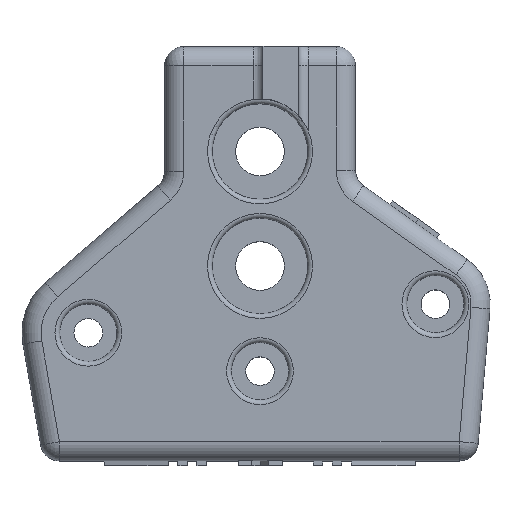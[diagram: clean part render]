
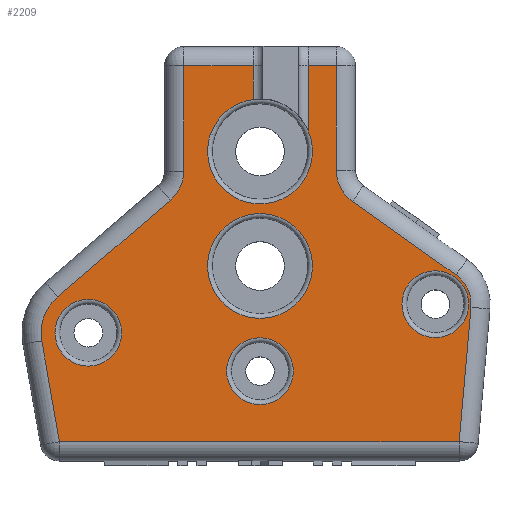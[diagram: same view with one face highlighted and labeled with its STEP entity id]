
A CAD part, top view. The second image highlights one B-rep face of the part: STEP entity #2209.
In plain terms, the highlighted planar face has unit normal (0, 0, 1).
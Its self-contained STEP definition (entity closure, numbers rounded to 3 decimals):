
#49=FACE_BOUND('',#283,.T.);
#50=FACE_BOUND('',#284,.T.);
#51=FACE_BOUND('',#285,.T.);
#52=FACE_BOUND('',#286,.T.);
#67=PLANE('',#2366);
#149=FACE_OUTER_BOUND('',#282,.T.);
#282=EDGE_LOOP('',(#1537,#1538,#1539,#1540,#1541,#1542,#1543,#1544,#1545,
#1546,#1547,#1548,#1549,#1550,#1551,#1552,#1553));
#283=EDGE_LOOP('',(#1554));
#284=EDGE_LOOP('',(#1555));
#285=EDGE_LOOP('',(#1556));
#286=EDGE_LOOP('',(#1557));
#424=LINE('',#3312,#643);
#429=LINE('',#3348,#648);
#433=LINE('',#3368,#652);
#435=LINE('',#3375,#654);
#436=LINE('',#3378,#655);
#437=LINE('',#3382,#656);
#438=LINE('',#3386,#657);
#439=LINE('',#3388,#658);
#440=LINE('',#3390,#659);
#441=LINE('',#3394,#660);
#442=LINE('',#3397,#661);
#643=VECTOR('',#2604,10.);
#648=VECTOR('',#2619,10.);
#652=VECTOR('',#2633,10.);
#654=VECTOR('',#2639,10.);
#655=VECTOR('',#2642,10.);
#656=VECTOR('',#2645,10.);
#657=VECTOR('',#2648,10.);
#658=VECTOR('',#2649,10.);
#659=VECTOR('',#2650,10.);
#660=VECTOR('',#2653,10.);
#661=VECTOR('',#2656,10.);
#871=CIRCLE('',#2367,4.);
#872=CIRCLE('',#2368,4.95);
#873=CIRCLE('',#2369,3.75);
#874=CIRCLE('',#2370,4.);
#875=CIRCLE('',#2371,5.5);
#876=CIRCLE('',#2372,5.5);
#877=CIRCLE('',#2373,3.5);
#878=CIRCLE('',#2374,3.5);
#879=CIRCLE('',#2375,3.5);
#880=CIRCLE('',#2376,5.5);
#960=VERTEX_POINT('',#3296);
#963=VERTEX_POINT('',#3310);
#969=VERTEX_POINT('',#3333);
#971=VERTEX_POINT('',#3347);
#976=VERTEX_POINT('',#3367);
#979=VERTEX_POINT('',#3373);
#980=VERTEX_POINT('',#3377);
#981=VERTEX_POINT('',#3379);
#982=VERTEX_POINT('',#3381);
#983=VERTEX_POINT('',#3383);
#984=VERTEX_POINT('',#3385);
#985=VERTEX_POINT('',#3387);
#986=VERTEX_POINT('',#3389);
#987=VERTEX_POINT('',#3391);
#988=VERTEX_POINT('',#3393);
#989=VERTEX_POINT('',#3395);
#990=VERTEX_POINT('',#3398);
#991=VERTEX_POINT('',#3401);
#992=VERTEX_POINT('',#3403);
#993=VERTEX_POINT('',#3405);
#994=VERTEX_POINT('',#3407);
#1173=EDGE_CURVE('',#963,#960,#424,.T.);
#1182=EDGE_CURVE('',#969,#971,#429,.T.);
#1190=EDGE_CURVE('',#971,#976,#433,.T.);
#1194=EDGE_CURVE('',#979,#963,#435,.T.);
#1195=EDGE_CURVE('',#980,#979,#436,.T.);
#1196=EDGE_CURVE('',#981,#980,#871,.T.);
#1197=EDGE_CURVE('',#982,#981,#437,.T.);
#1198=EDGE_CURVE('',#983,#982,#872,.T.);
#1199=EDGE_CURVE('',#984,#983,#438,.T.);
#1200=EDGE_CURVE('',#985,#984,#439,.T.);
#1201=EDGE_CURVE('',#986,#985,#440,.T.);
#1202=EDGE_CURVE('',#987,#986,#873,.T.);
#1203=EDGE_CURVE('',#988,#987,#441,.T.);
#1204=EDGE_CURVE('',#989,#988,#874,.T.);
#1205=EDGE_CURVE('',#976,#989,#442,.T.);
#1206=EDGE_CURVE('',#990,#969,#875,.T.);
#1207=EDGE_CURVE('',#960,#990,#876,.T.);
#1208=EDGE_CURVE('',#991,#991,#877,.T.);
#1209=EDGE_CURVE('',#992,#992,#878,.T.);
#1210=EDGE_CURVE('',#993,#993,#879,.T.);
#1211=EDGE_CURVE('',#994,#994,#880,.T.);
#1537=ORIENTED_EDGE('',*,*,#1173,.F.);
#1538=ORIENTED_EDGE('',*,*,#1194,.F.);
#1539=ORIENTED_EDGE('',*,*,#1195,.F.);
#1540=ORIENTED_EDGE('',*,*,#1196,.F.);
#1541=ORIENTED_EDGE('',*,*,#1197,.F.);
#1542=ORIENTED_EDGE('',*,*,#1198,.F.);
#1543=ORIENTED_EDGE('',*,*,#1199,.F.);
#1544=ORIENTED_EDGE('',*,*,#1200,.F.);
#1545=ORIENTED_EDGE('',*,*,#1201,.F.);
#1546=ORIENTED_EDGE('',*,*,#1202,.F.);
#1547=ORIENTED_EDGE('',*,*,#1203,.F.);
#1548=ORIENTED_EDGE('',*,*,#1204,.F.);
#1549=ORIENTED_EDGE('',*,*,#1205,.F.);
#1550=ORIENTED_EDGE('',*,*,#1190,.F.);
#1551=ORIENTED_EDGE('',*,*,#1182,.F.);
#1552=ORIENTED_EDGE('',*,*,#1206,.F.);
#1553=ORIENTED_EDGE('',*,*,#1207,.F.);
#1554=ORIENTED_EDGE('',*,*,#1208,.F.);
#1555=ORIENTED_EDGE('',*,*,#1209,.F.);
#1556=ORIENTED_EDGE('',*,*,#1210,.F.);
#1557=ORIENTED_EDGE('',*,*,#1211,.F.);
#2209=ADVANCED_FACE('',(#149,#49,#50,#51,#52),#67,.F.);
#2366=AXIS2_PLACEMENT_3D('',#3376,#2640,#2641);
#2367=AXIS2_PLACEMENT_3D('',#3380,#2643,#2644);
#2368=AXIS2_PLACEMENT_3D('',#3384,#2646,#2647);
#2369=AXIS2_PLACEMENT_3D('',#3392,#2651,#2652);
#2370=AXIS2_PLACEMENT_3D('',#3396,#2654,#2655);
#2371=AXIS2_PLACEMENT_3D('',#3399,#2657,#2658);
#2372=AXIS2_PLACEMENT_3D('',#3400,#2659,#2660);
#2373=AXIS2_PLACEMENT_3D('',#3402,#2661,#2662);
#2374=AXIS2_PLACEMENT_3D('',#3404,#2663,#2664);
#2375=AXIS2_PLACEMENT_3D('',#3406,#2665,#2666);
#2376=AXIS2_PLACEMENT_3D('',#3408,#2667,#2668);
#2604=DIRECTION('',(0.,-1.,0.));
#2619=DIRECTION('',(0.,1.,0.));
#2633=DIRECTION('',(1.,0.,0.));
#2639=DIRECTION('',(1.,0.,0.));
#2640=DIRECTION('center_axis',(0.,0.,
-1.));
#2641=DIRECTION('ref_axis',(0.,1.,0.));
#2642=DIRECTION('',(0.,1.,0.));
#2643=DIRECTION('center_axis',(0.,0.,
1.));
#2644=DIRECTION('ref_axis',(0.908,-0.418,0.));
#2645=DIRECTION('',(0.76,0.65,0.));
#2646=DIRECTION('center_axis',(0.,0.,
-1.));
#2647=DIRECTION('ref_axis',(-0.941,0.338,0.));
#2648=DIRECTION('',(-0.172,0.985,0.));
#2649=DIRECTION('',(-1.,0.,0.));
#2650=DIRECTION('',(-0.088,-0.996,0.));
#2651=DIRECTION('center_axis',(0.,0.,
-1.));
#2652=DIRECTION('ref_axis',(0.908,0.419,0.));
#2653=DIRECTION('',(0.815,-0.579,0.));
#2654=DIRECTION('center_axis',(0.,0.,
1.));
#2655=DIRECTION('ref_axis',(-0.888,-0.459,0.));
#2656=DIRECTION('',(0.,-1.,0.));
#2657=DIRECTION('center_axis',(0.,0.,
1.));
#2658=DIRECTION('ref_axis',(0.784,0.621,0.));
#2659=DIRECTION('center_axis',(0.,0.,
1.));
#2660=DIRECTION('ref_axis',(0.784,0.621,0.));
#2661=DIRECTION('center_axis',(0.,0.,
1.));
#2662=DIRECTION('ref_axis',(-1.,0.,0.));
#2663=DIRECTION('center_axis',(0.,0.,
1.));
#2664=DIRECTION('ref_axis',(-1.,0.,0.));
#2665=DIRECTION('center_axis',(0.,0.,
1.));
#2666=DIRECTION('ref_axis',(-1.,0.,0.));
#2667=DIRECTION('center_axis',(0.,0.,
1.));
#2668=DIRECTION('ref_axis',(0.,1.,0.));
#3296=CARTESIAN_POINT('',(61.813,-182.52,-0.824));
#3310=CARTESIAN_POINT('',(61.813,-178.977,-0.824));
#3312=CARTESIAN_POINT('',(61.813,-188.852,-0.824));
#3333=CARTESIAN_POINT('',(67.563,-185.826,-0.824));
#3347=CARTESIAN_POINT('',(67.563,-178.977,-0.824));
#3348=CARTESIAN_POINT('',(67.563,-192.645,-0.824));
#3367=CARTESIAN_POINT('',(70.501,-178.977,-0.824));
#3368=CARTESIAN_POINT('',(57.296,-178.977,-0.824));
#3373=CARTESIAN_POINT('',(54.501,-178.977,-0.824));
#3375=CARTESIAN_POINT('',(57.296,-178.977,-0.824));
#3376=CARTESIAN_POINT('Origin',(62.091,-200.727,-0.824));
#3377=CARTESIAN_POINT('',(54.501,-190.056,-0.824));
#3378=CARTESIAN_POINT('',(54.501,-195.852,-0.824));
#3379=CARTESIAN_POINT('',(53.103,-193.095,-0.824));
#3380=CARTESIAN_POINT('Origin',(50.501,-190.056,-0.824));
#3381=CARTESIAN_POINT('',(41.281,-203.217,-0.824));
#3382=CARTESIAN_POINT('',(47.9,-197.55,-0.824));
#3383=CARTESIAN_POINT('',(39.625,-207.828,-0.824));
#3384=CARTESIAN_POINT('Origin',(44.501,-206.977,-0.824));
#3385=CARTESIAN_POINT('',(41.468,-218.397,-0.824));
#3386=CARTESIAN_POINT('',(40.429,-212.437,-0.824));
#3387=CARTESIAN_POINT('',(83.376,-218.397,-0.824));
#3388=CARTESIAN_POINT('',(50.906,-218.397,-0.824));
#3389=CARTESIAN_POINT('',(84.616,-204.306,-0.824));
#3390=CARTESIAN_POINT('',(84.686,-203.514,-0.824));
#3391=CARTESIAN_POINT('',(83.052,-200.919,-0.824));
#3392=CARTESIAN_POINT('Origin',(80.881,-203.977,-0.824));
#3393=CARTESIAN_POINT('',(72.186,-193.206,-0.824));
#3394=CARTESIAN_POINT('',(70.183,-191.784,-0.824));
#3395=CARTESIAN_POINT('',(70.501,-189.944,-0.824));
#3396=CARTESIAN_POINT('Origin',(74.501,-189.944,-0.824));
#3397=CARTESIAN_POINT('',(70.501,-190.852,-0.824));
#3398=CARTESIAN_POINT('',(57.001,-187.977,-0.824));
#3399=CARTESIAN_POINT('Origin',(62.501,-187.977,-0.824));
#3400=CARTESIAN_POINT('Origin',(62.501,-187.977,-0.824));
#3401=CARTESIAN_POINT('',(84.381,-203.977,-0.824));
#3402=CARTESIAN_POINT('Origin',(80.881,-203.977,-0.824));
#3403=CARTESIAN_POINT('',(65.997,-211.002,-0.824));
#3404=CARTESIAN_POINT('Origin',(62.497,-211.002,-0.824));
#3405=CARTESIAN_POINT('',(48.001,-206.977,-0.824));
#3406=CARTESIAN_POINT('Origin',(44.501,-206.977,-0.824));
#3407=CARTESIAN_POINT('',(68.001,-199.977,-0.824));
#3408=CARTESIAN_POINT('Origin',(62.501,-199.977,-0.824));
